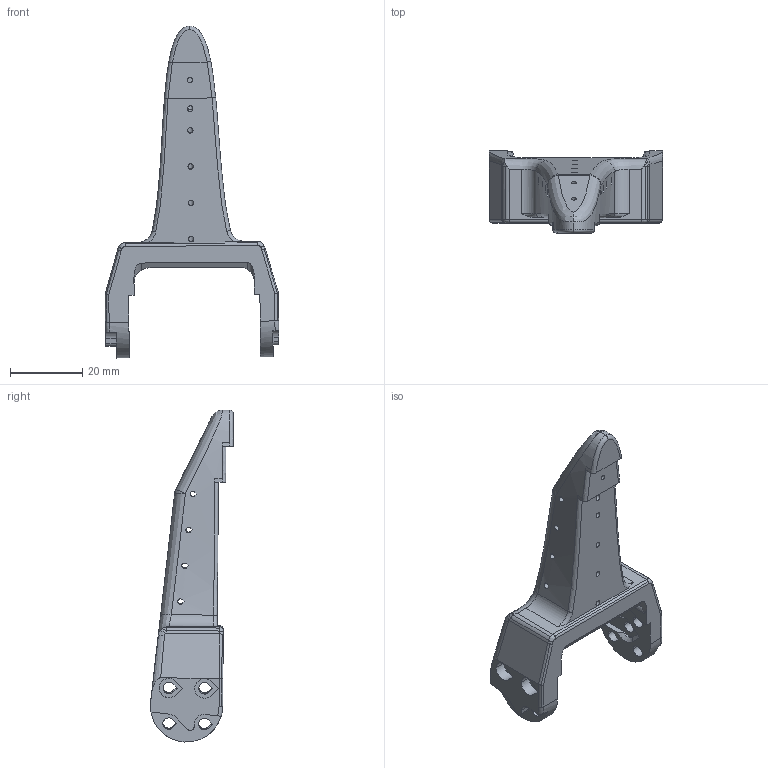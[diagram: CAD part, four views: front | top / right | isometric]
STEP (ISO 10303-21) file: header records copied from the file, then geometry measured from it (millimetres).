
FILE_DESCRIPTION(('HOOPS Exchange Step'),'2;1');
FILE_NAME('temp_export','2025-08-03T13:05:08+02:00',('tim'),('Shapr3D Limited'),'HOOPS Exchange 2024.8','Shapr3D','Authorized');
FILE_SCHEMA( ('AP242_MANAGED_MODEL_BASED_3D_ENGINEERING_MIM_LF {1 0 10303 442 1 1 4}') );
Length unit declared in the file: millimetre
Products named in the file (2): Moving_Jaw_SO101 v3:1 - MODIFIED; root
Assembly tree (1 placements, depth 2):
  root
    Moving_Jaw_SO101 v3:1 - MODIFIED
Bounding box: 48.12 x 23.01 x 92.08 mm (x, y, z)
Volume: 20692 mm3; surface area: 10620.8 mm2
Topology: 2 solids, 3 shells, 241 faces, 664 edges, 435 vertices
Faces by surface type: plane 106, cylinder 93, bspline 30, torus 6, cone 4, sphere 2
Full cylindrical faces by diameter (mm): 1.5 x13
Entity records: 10683 total; most frequent: CARTESIAN_POINT 4694, ORIENTED_EDGE 1328, DIRECTION 1100, EDGE_CURVE 664, VERTEX_POINT 435, AXIS2_PLACEMENT_3D 392, VECTOR 316, LINE 316
